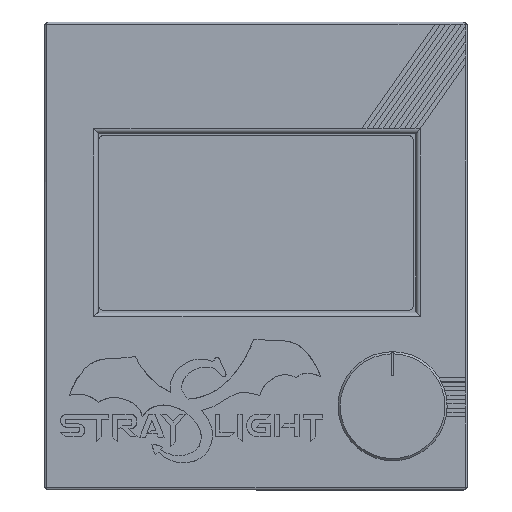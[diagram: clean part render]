
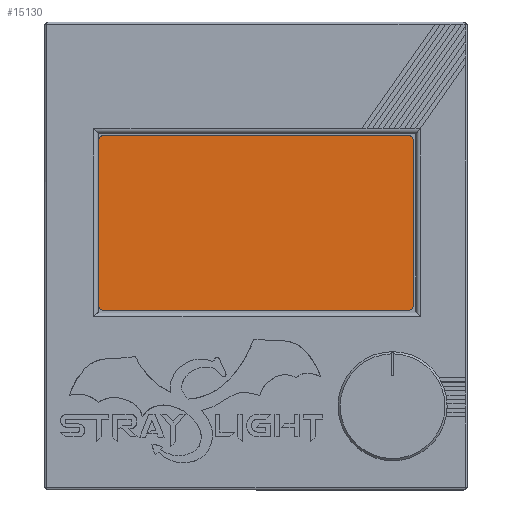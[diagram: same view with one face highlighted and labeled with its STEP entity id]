
A CAD part, front view. The second image highlights one B-rep face of the part: STEP entity #15130.
In plain terms, the highlighted face is planar.
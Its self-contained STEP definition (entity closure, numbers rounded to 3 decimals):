
#347=CIRCLE('',#15974,1.);
#348=CIRCLE('',#15975,1.);
#349=CIRCLE('',#15976,1.);
#350=CIRCLE('',#15977,1.);
#1009=PLANE('',#15973);
#1835=FACE_OUTER_BOUND('',#2716,.T.);
#2716=EDGE_LOOP('',(#13850,#13851,#13852,#13853,#13854,#13855,#13856,#13857));
#4175=LINE('',#28062,#5701);
#4178=LINE('',#28068,#5704);
#4182=LINE('',#28075,#5708);
#4185=LINE('',#28081,#5711);
#5701=VECTOR('',#18791,1000.);
#5704=VECTOR('',#18796,1000.);
#5708=VECTOR('',#18802,1000.);
#5711=VECTOR('',#18807,1000.);
#7512=VERTEX_POINT('',#28060);
#7513=VERTEX_POINT('',#28061);
#7514=VERTEX_POINT('',#28066);
#7515=VERTEX_POINT('',#28067);
#7516=VERTEX_POINT('',#28072);
#7517=VERTEX_POINT('',#28074);
#7518=VERTEX_POINT('',#28078);
#7519=VERTEX_POINT('',#28080);
#9639=EDGE_CURVE('',#7512,#7513,#4175,.T.);
#9642=EDGE_CURVE('',#7514,#7515,#4178,.T.);
#9646=EDGE_CURVE('',#7517,#7516,#4182,.T.);
#9649=EDGE_CURVE('',#7519,#7518,#4185,.T.);
#9651=EDGE_CURVE('',#7516,#7514,#347,.T.);
#9652=EDGE_CURVE('',#7515,#7512,#348,.T.);
#9653=EDGE_CURVE('',#7513,#7519,#349,.T.);
#9654=EDGE_CURVE('',#7518,#7517,#350,.T.);
#13850=ORIENTED_EDGE('',*,*,#9646,.T.);
#13851=ORIENTED_EDGE('',*,*,#9651,.T.);
#13852=ORIENTED_EDGE('',*,*,#9642,.T.);
#13853=ORIENTED_EDGE('',*,*,#9652,.T.);
#13854=ORIENTED_EDGE('',*,*,#9639,.T.);
#13855=ORIENTED_EDGE('',*,*,#9653,.T.);
#13856=ORIENTED_EDGE('',*,*,#9649,.T.);
#13857=ORIENTED_EDGE('',*,*,#9654,.T.);
#15130=ADVANCED_FACE('',(#1835),#1009,.F.);
#15973=AXIS2_PLACEMENT_3D('',#28083,#18809,#18810);
#15974=AXIS2_PLACEMENT_3D('',#28084,#18811,#18812);
#15975=AXIS2_PLACEMENT_3D('',#28085,#18813,#18814);
#15976=AXIS2_PLACEMENT_3D('',#28086,#18815,#18816);
#15977=AXIS2_PLACEMENT_3D('',#28087,#18817,#18818);
#18791=DIRECTION('',(0.,1.,0.));
#18796=DIRECTION('',(1.,0.,0.));
#18802=DIRECTION('',(0.,-1.,0.));
#18807=DIRECTION('',(-1.,0.,0.));
#18809=DIRECTION('center_axis',(0.,0.,-1.));
#18810=DIRECTION('ref_axis',(-1.,0.,0.));
#18811=DIRECTION('center_axis',(0.,0.,1.));
#18812=DIRECTION('ref_axis',(-1.,0.,0.));
#18813=DIRECTION('center_axis',(0.,0.,1.));
#18814=DIRECTION('ref_axis',(-1.,0.,0.));
#18815=DIRECTION('center_axis',(0.,0.,1.));
#18816=DIRECTION('ref_axis',(-1.,0.,0.));
#18817=DIRECTION('center_axis',(0.,0.,1.));
#18818=DIRECTION('ref_axis',(-1.,0.,0.));
#28060=CARTESIAN_POINT('',(35.8,-10.5,14.3));
#28061=CARTESIAN_POINT('',(35.8,27.5,14.3));
#28062=CARTESIAN_POINT('',(35.8,-11.5,14.3));
#28066=CARTESIAN_POINT('',(-35.2,-11.5,14.3));
#28067=CARTESIAN_POINT('',(34.8,-11.5,14.3));
#28068=CARTESIAN_POINT('',(-36.2,-11.5,14.3));
#28072=CARTESIAN_POINT('',(-36.2,-10.5,14.3));
#28074=CARTESIAN_POINT('',(-36.2,27.5,14.3));
#28075=CARTESIAN_POINT('',(-36.2,-11.5,14.3));
#28078=CARTESIAN_POINT('',(-35.2,28.5,14.3));
#28080=CARTESIAN_POINT('',(34.8,28.5,14.3));
#28081=CARTESIAN_POINT('',(-36.2,28.5,14.3));
#28083=CARTESIAN_POINT('Origin',(0.,0.,14.3));
#28084=CARTESIAN_POINT('Origin',(-35.2,-10.5,14.3));
#28085=CARTESIAN_POINT('Origin',(34.8,-10.5,14.3));
#28086=CARTESIAN_POINT('Origin',(34.8,27.5,14.3));
#28087=CARTESIAN_POINT('Origin',(-35.2,27.5,14.3));
